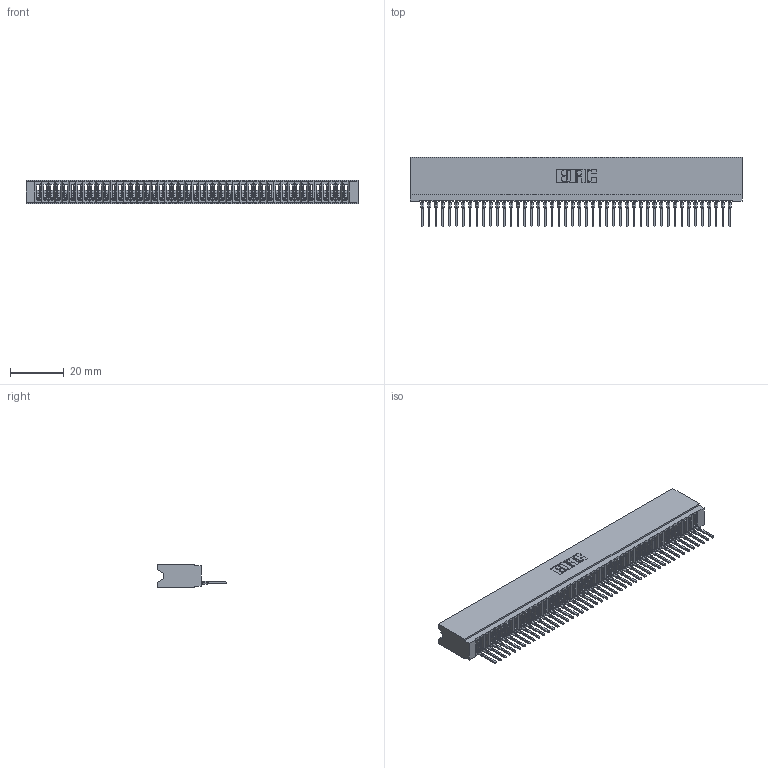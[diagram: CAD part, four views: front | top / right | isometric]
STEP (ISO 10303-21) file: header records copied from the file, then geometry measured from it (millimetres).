
FILE_DESCRIPTION (( 'STEP AP203' ), '1' );
FILE_NAME ('745-046-522-106.STEP', '2026-02-25T21:11:57', ( '' ), ( '' ), 'SwSTEP 2.0', 'SolidWorks 2023', '' );
FILE_SCHEMA (( 'CONFIG_CONTROL_DESIGN' ));
Length unit declared in the file: millimetre
Products named in the file (3): 745-292-001_522; 745-046-522-106; 745 Part_Insulator Option - 06
Assembly tree (47 placements, depth 2):
  745-046-522-106
    745 Part_Insulator Option - 06
    745-292-001_522  x46
Bounding box: 123.44 x 25.92 x 8.89 mm (x, y, z)
Volume: 10668.4 mm3; surface area: 20099.3 mm2
Topology: 47 solids, 47 shells, 5248 faces, 14428 edges, 9096 vertices
Faces by surface type: plane 3138, bspline 920, cylinder 914, torus 276
Entity records: 75444 total; most frequent: CARTESIAN_POINT 13796, ORIENTED_EDGE 13286, DIRECTION 11511, EDGE_CURVE 6643, VECTOR 6185, LINE 6185, VERTEX_POINT 4236, AXIS2_PLACEMENT_3D 2663
